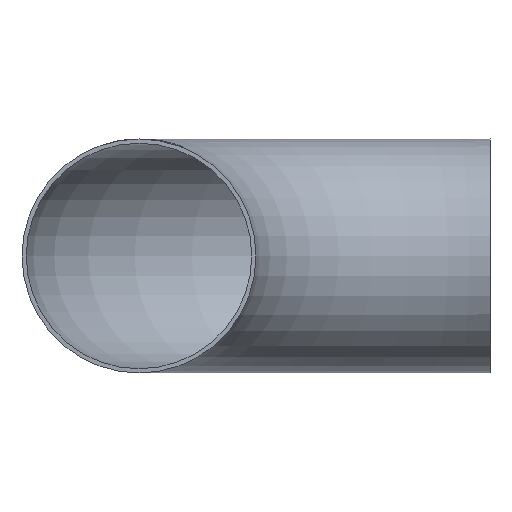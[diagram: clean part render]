
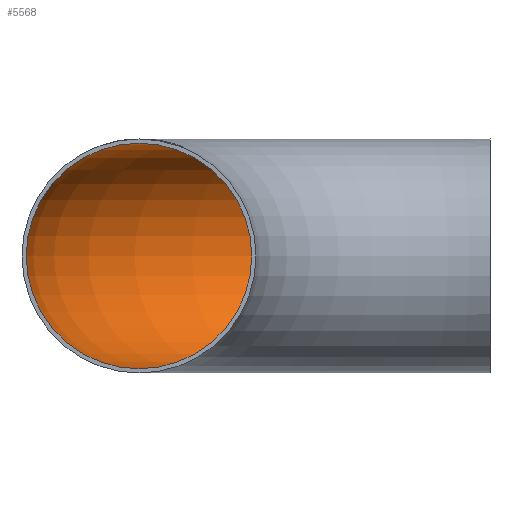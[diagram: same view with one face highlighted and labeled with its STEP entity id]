
A CAD part, front view. The second image highlights one B-rep face of the part: STEP entity #5568.
In plain terms, the highlighted toroidal (fillet/blend) face has major radius 228.6 mm and minor radius 73.431 mm.
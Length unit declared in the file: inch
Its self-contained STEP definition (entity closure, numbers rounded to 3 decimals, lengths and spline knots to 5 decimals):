
#15=CIRCLE('',#5722,2.891);
#16=CIRCLE('',#5723,2.891);
#48=FACE_BOUND('',#1545,.T.);
#1203=FACE_OUTER_BOUND('',#1544,.T.);
#1544=EDGE_LOOP('',(#5196));
#1545=EDGE_LOOP('',(#5197));
#2673=VERTEX_POINT('',#12798);
#2674=VERTEX_POINT('',#12800);
#3517=EDGE_CURVE('',#2673,#2673,#15,.T.);
#3518=EDGE_CURVE('',#2674,#2674,#16,.T.);
#5196=ORIENTED_EDGE('',*,*,#3517,.F.);
#5197=ORIENTED_EDGE('',*,*,#3518,.F.);
#5236=TOROIDAL_SURFACE('',#5721,9.,2.891);
#5568=ADVANCED_FACE('',(#1203,#48),#5236,.F.);
#5721=AXIS2_PLACEMENT_3D('',#12797,#6301,#6302);
#5722=AXIS2_PLACEMENT_3D('',#12799,#6303,#6304);
#5723=AXIS2_PLACEMENT_3D('',#12801,#6305,#6306);
#6301=DIRECTION('center_axis',(0.,0.,-1.));
#6302=DIRECTION('ref_axis',(-1.,0.,0.));
#6303=DIRECTION('center_axis',(-1.,0.,0.));
#6304=DIRECTION('ref_axis',(0.,1.,0.));
#6305=DIRECTION('center_axis',(0.,1.,0.));
#6306=DIRECTION('ref_axis',(-1.,0.,0.));
#12797=CARTESIAN_POINT('Origin',(9.,0.,0.));
#12798=CARTESIAN_POINT('',(9.,11.891,0.));
#12799=CARTESIAN_POINT('Origin',(9.,9.,0.));
#12800=CARTESIAN_POINT('',(-2.891,0.,0.));
#12801=CARTESIAN_POINT('Origin',(0.,0.,0.));
